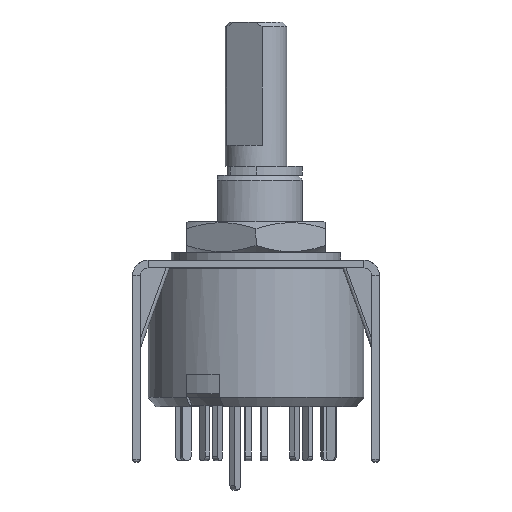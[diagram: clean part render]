
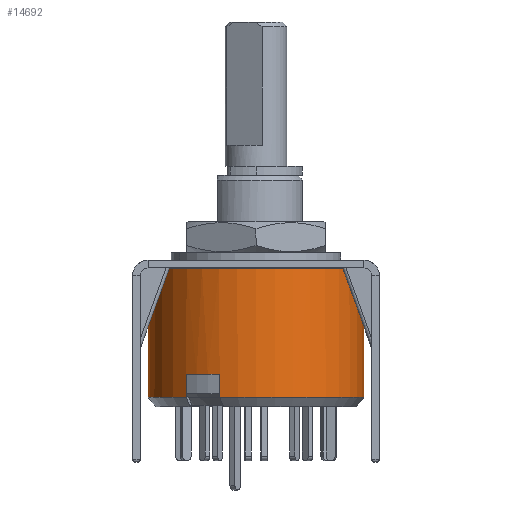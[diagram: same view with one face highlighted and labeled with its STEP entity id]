
A CAD part, front view. The second image highlights one B-rep face of the part: STEP entity #14692.
In plain terms, the highlighted cylindrical face has radius 7 mm (diameter 14 mm), a partial arc.
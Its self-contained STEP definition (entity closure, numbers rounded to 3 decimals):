
#223 = CARTESIAN_POINT ( 'NONE',  ( 7., 0., 9. ) ) ;
#306 = DIRECTION ( 'NONE',  ( 0., 0., 1. ) ) ;
#906 = LINE ( 'NONE', #3674, #6802 ) ;
#1263 = CARTESIAN_POINT ( 'NONE',  ( 0., 0., -7.4 ) ) ;
#1496 = DIRECTION ( 'NONE',  ( -1., 0., 0. ) ) ;
#1669 = CARTESIAN_POINT ( 'NONE',  ( -7., 0., 9. ) ) ;
#1745 = CARTESIAN_POINT ( 'NONE',  ( -7., 0., -7.4 ) ) ;
#1901 = ORIENTED_EDGE ( 'NONE', *, *, #2868, .F. ) ;
#2858 = CARTESIAN_POINT ( 'NONE',  ( -2.361, -6.59, 9. ) ) ;
#2868 = EDGE_CURVE ( 'NONE', #5900, #3435, #12026, .T. ) ;
#2919 = DIRECTION ( 'NONE',  ( 0., 0., -1. ) ) ;
#2968 = DIRECTION ( 'NONE',  ( 0., 0., -1. ) ) ;
#3158 = VECTOR ( 'NONE', #2919, 1000. ) ;
#3318 = ORIENTED_EDGE ( 'NONE', *, *, #5663, .T. ) ;
#3435 = VERTEX_POINT ( 'NONE', #14453 ) ;
#3674 = CARTESIAN_POINT ( 'NONE',  ( -4.526, -5.34, 9. ) ) ;
#3793 = EDGE_CURVE ( 'NONE', #10501, #6311, #10482, .T. ) ;
#3858 = EDGE_CURVE ( 'NONE', #10501, #5900, #16493, .T. ) ;
#4034 = CIRCLE ( 'NONE', #5493, 7. ) ;
#4564 = DIRECTION ( 'NONE',  ( 0., 0., -1. ) ) ;
#4884 = VECTOR ( 'NONE', #12152, 1000. ) ;
#5031 = AXIS2_PLACEMENT_3D ( 'NONE', #6532, #9098, #15704 ) ;
#5043 = VERTEX_POINT ( 'NONE', #15251 ) ;
#5493 = AXIS2_PLACEMENT_3D ( 'NONE', #1263, #11454, #9105 ) ;
#5663 = EDGE_CURVE ( 'NONE', #16170, #5043, #906, .T. ) ;
#5806 = CARTESIAN_POINT ( 'NONE',  ( 7., 0., -7.4 ) ) ;
#5900 = VERTEX_POINT ( 'NONE', #5806 ) ;
#6311 = VERTEX_POINT ( 'NONE', #14488 ) ;
#6532 = CARTESIAN_POINT ( 'NONE',  ( 0., 0., 0.95 ) ) ;
#6684 = CARTESIAN_POINT ( 'NONE',  ( 7., 0., 0.95 ) ) ;
#6773 = DIRECTION ( 'NONE',  ( 0., 0., -1. ) ) ;
#6802 = VECTOR ( 'NONE', #15290, 1000. ) ;
#7090 = AXIS2_PLACEMENT_3D ( 'NONE', #14729, #4564, #13574 ) ;
#9098 = DIRECTION ( 'NONE',  ( 0., 0., -1. ) ) ;
#9105 = DIRECTION ( 'NONE',  ( 1., 0., 0. ) ) ;
#9571 = EDGE_CURVE ( 'NONE', #16170, #13755, #4034, .T. ) ;
#9848 = ORIENTED_EDGE ( 'NONE', *, *, #16337, .T. ) ;
#10000 = AXIS2_PLACEMENT_3D ( 'NONE', #13217, #2968, #1496 ) ;
#10482 = CIRCLE ( 'NONE', #5031, 7. ) ;
#10501 = VERTEX_POINT ( 'NONE', #6684 ) ;
#10587 = CARTESIAN_POINT ( 'NONE',  ( 0., 0., -5.9 ) ) ;
#10895 = LINE ( 'NONE', #1669, #3158 ) ;
#10922 = VERTEX_POINT ( 'NONE', #12360 ) ;
#11454 = DIRECTION ( 'NONE',  ( 0., 0., -1. ) ) ;
#11721 = VECTOR ( 'NONE', #6773, 1000. ) ;
#11809 = LINE ( 'NONE', #2858, #4884 ) ;
#11828 = ORIENTED_EDGE ( 'NONE', *, *, #3858, .F. ) ;
#11921 = CARTESIAN_POINT ( 'NONE',  ( -4.526, -5.34, -7.4 ) ) ;
#12026 = CIRCLE ( 'NONE', #7090, 7. ) ;
#12066 = CYLINDRICAL_SURFACE ( 'NONE', #10000, 7. ) ;
#12152 = DIRECTION ( 'NONE',  ( 0., 0., -1. ) ) ;
#12191 = EDGE_LOOP ( 'NONE', ( #11828, #15733, #15578, #15863, #3318, #15530, #9848, #1901 ) ) ;
#12360 = CARTESIAN_POINT ( 'NONE',  ( -2.361, -6.59, -5.9 ) ) ;
#13217 = CARTESIAN_POINT ( 'NONE',  ( 0., 0., 9. ) ) ;
#13574 = DIRECTION ( 'NONE',  ( 1., 0., 0. ) ) ;
#13755 = VERTEX_POINT ( 'NONE', #1745 ) ;
#14453 = CARTESIAN_POINT ( 'NONE',  ( -2.361, -6.59, -7.4 ) ) ;
#14488 = CARTESIAN_POINT ( 'NONE',  ( -7., 0., 0.95 ) ) ;
#14518 = FACE_OUTER_BOUND ( 'NONE', #12191, .T. ) ;
#14682 = EDGE_CURVE ( 'NONE', #5043, #10922, #15545, .T. ) ;
#14692 = ADVANCED_FACE ( 'NONE', ( #14518 ), #12066, .T. ) ;
#14729 = CARTESIAN_POINT ( 'NONE',  ( 0., 0., -7.4 ) ) ;
#14745 = AXIS2_PLACEMENT_3D ( 'NONE', #10587, #306, #14785 ) ;
#14785 = DIRECTION ( 'NONE',  ( -1., 0., 0. ) ) ;
#15251 = CARTESIAN_POINT ( 'NONE',  ( -4.526, -5.34, -5.9 ) ) ;
#15290 = DIRECTION ( 'NONE',  ( 0., 0., 1. ) ) ;
#15530 = ORIENTED_EDGE ( 'NONE', *, *, #14682, .T. ) ;
#15545 = CIRCLE ( 'NONE', #14745, 7. ) ;
#15578 = ORIENTED_EDGE ( 'NONE', *, *, #16955, .T. ) ;
#15704 = DIRECTION ( 'NONE',  ( -1., 0., 0. ) ) ;
#15733 = ORIENTED_EDGE ( 'NONE', *, *, #3793, .T. ) ;
#15863 = ORIENTED_EDGE ( 'NONE', *, *, #9571, .F. ) ;
#16170 = VERTEX_POINT ( 'NONE', #11921 ) ;
#16337 = EDGE_CURVE ( 'NONE', #10922, #3435, #11809, .T. ) ;
#16493 = LINE ( 'NONE', #223, #11721 ) ;
#16955 = EDGE_CURVE ( 'NONE', #6311, #13755, #10895, .T. ) ;
